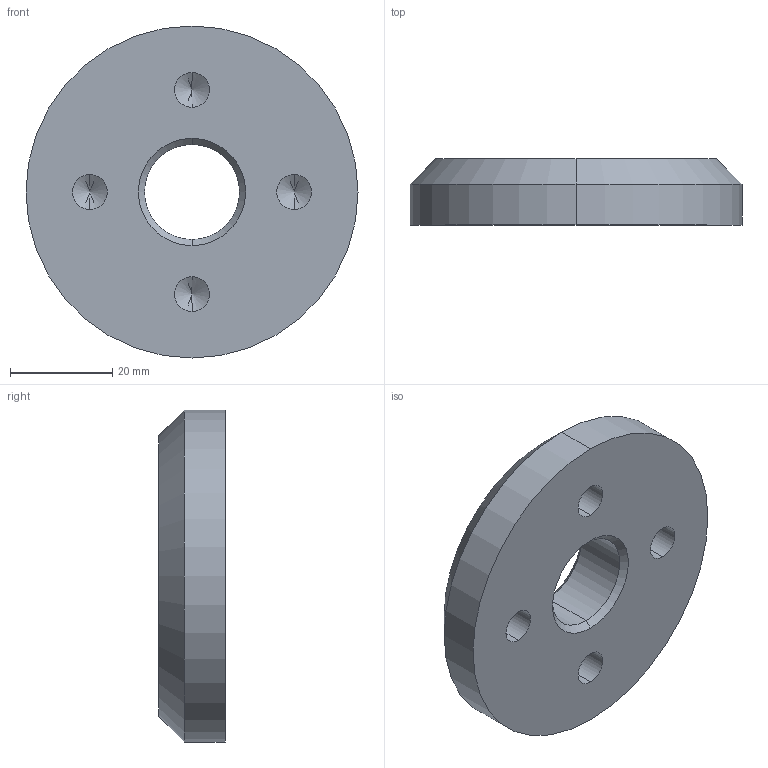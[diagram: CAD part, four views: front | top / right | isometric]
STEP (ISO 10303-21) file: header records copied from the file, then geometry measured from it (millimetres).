
FILE_DESCRIPTION(('STEP AP214'),'1');
FILE_NAME('COVAL_IFS12120.stp','2017-12-28T08:29:22',('TraceParts'),('TraceParts S.A.'),'Spatial InterOp 3D',' ',' ');
FILE_SCHEMA(('automotive_design'));
Length unit declared in the file: millimetre
Products named in the file (1): COVAL_IFS12120
Bounding box: 65 x 13 x 65 mm (x, y, z)
Volume: 35435.7 mm3; surface area: 9741.2 mm2
Topology: 1 solids, 1 shells, 28 faces, 64 edges, 34 vertices
Faces by surface type: cone 14, cylinder 12, plane 2
Entity records: 974 total; most frequent: DIRECTION 144, CARTESIAN_POINT 119, ORIENTED_EDGE 112, AXIS2_PLACEMENT_3D 59, EDGE_CURVE 56, EDGE_LOOP 34, VERTEX_POINT 34, CIRCLE 30
